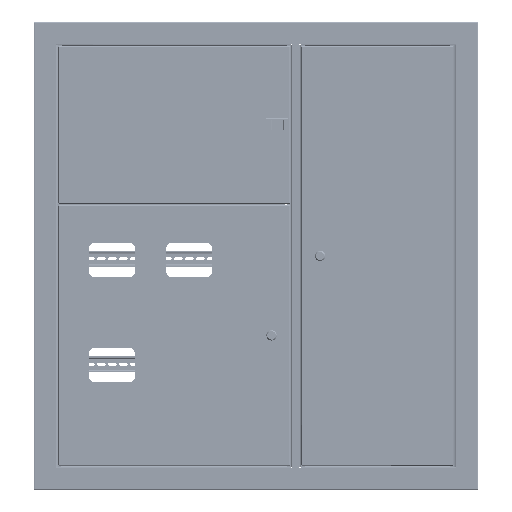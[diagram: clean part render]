
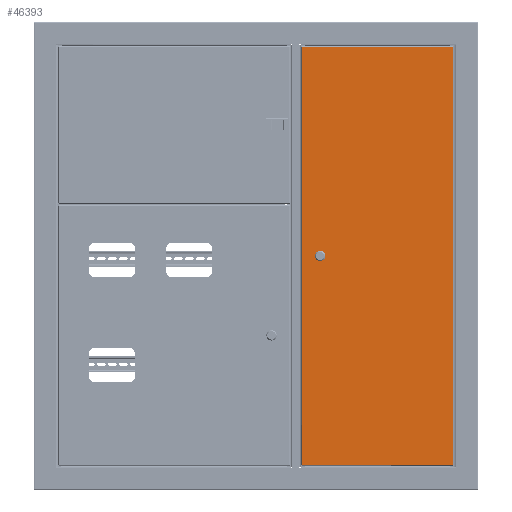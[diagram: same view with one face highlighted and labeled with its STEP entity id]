
A CAD part, top view. The second image highlights one B-rep face of the part: STEP entity #46393.
In plain terms, the highlighted planar face has unit normal (0, 0, 1).
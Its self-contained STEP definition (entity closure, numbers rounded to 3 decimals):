
#971 = DIRECTION ( 'NONE',  ( -1., 0., 0. ) ) ;
#2221 = EDGE_LOOP ( 'NONE', ( #19278, #41987, #31593, #72038, #28420 ) ) ;
#5324 = EDGE_CURVE ( 'NONE', #9681, #34220, #11876, .T. ) ;
#5331 = VECTOR ( 'NONE', #971, 1000. ) ;
#5417 = CARTESIAN_POINT ( 'NONE',  ( 894.7, 324., 0. ) ) ;
#5708 = CARTESIAN_POINT ( 'NONE',  ( 451.849, 31.5, 0. ) ) ;
#5879 = CARTESIAN_POINT ( 'NONE',  ( 448.2, 40., 0. ) ) ;
#5945 = EDGE_CURVE ( 'NONE', #39526, #15506, #33369, .T. ) ;
#6547 = AXIS2_PLACEMENT_3D ( 'NONE', #68036, #28957, #51266 ) ;
#6617 = DIRECTION ( 'NONE',  ( 0., 0., 1. ) ) ;
#8343 = CARTESIAN_POINT ( 'NONE',  ( 894.7, 1.7, 0. ) ) ;
#9132 = DIRECTION ( 'NONE',  ( 0., 0., 1. ) ) ;
#9311 = LINE ( 'NONE', #48066, #40631 ) ;
#9681 = VERTEX_POINT ( 'NONE', #9692 ) ;
#9692 = CARTESIAN_POINT ( 'NONE',  ( 451.849, 48.5, 0. ) ) ;
#11876 = LINE ( 'NONE', #51000, #5331 ) ;
#12382 = EDGE_CURVE ( 'NONE', #16102, #22808, #53143, .T. ) ;
#12911 = VECTOR ( 'NONE', #16231, 1000. ) ;
#15506 = VERTEX_POINT ( 'NONE', #32569 ) ;
#16102 = VERTEX_POINT ( 'NONE', #8343 ) ;
#16231 = DIRECTION ( 'NONE',  ( 0., -1., 0. ) ) ;
#16384 = AXIS2_PLACEMENT_3D ( 'NONE', #55903, #39439, #51149 ) ;
#16820 = DIRECTION ( 'NONE',  ( 1., 0., 0. ) ) ;
#17159 = FACE_OUTER_BOUND ( 'NONE', #17386, .T. ) ;
#17386 = EDGE_LOOP ( 'NONE', ( #48085, #23339, #35138, #18760 ) ) ;
#18760 = ORIENTED_EDGE ( 'NONE', *, *, #42410, .T. ) ;
#19278 = ORIENTED_EDGE ( 'NONE', *, *, #5324, .F. ) ;
#21359 = CARTESIAN_POINT ( 'NONE',  ( 1.7, 1.7, 0. ) ) ;
#21791 = CARTESIAN_POINT ( 'NONE',  ( 1.7, 324., 0. ) ) ;
#22808 = VERTEX_POINT ( 'NONE', #5417 ) ;
#23339 = ORIENTED_EDGE ( 'NONE', *, *, #12382, .T. ) ;
#23463 = CARTESIAN_POINT ( 'NONE',  ( 451.849, 31.5, 0. ) ) ;
#26354 = EDGE_CURVE ( 'NONE', #15506, #9681, #63945, .T. ) ;
#26734 = EDGE_CURVE ( 'NONE', #34220, #35487, #69671, .T. ) ;
#27509 = CARTESIAN_POINT ( 'NONE',  ( 444.551, 31.5, 0. ) ) ;
#28420 = ORIENTED_EDGE ( 'NONE', *, *, #26734, .F. ) ;
#28957 = DIRECTION ( 'NONE',  ( 0., 0., 1. ) ) ;
#31593 = ORIENTED_EDGE ( 'NONE', *, *, #5945, .F. ) ;
#32569 = CARTESIAN_POINT ( 'NONE',  ( 457.45, 40., 0. ) ) ;
#33369 = CIRCLE ( 'NONE', #6547, 9.25 ) ;
#34220 = VERTEX_POINT ( 'NONE', #35497 ) ;
#34700 = FACE_BOUND ( 'NONE', #2221, .T. ) ;
#35138 = ORIENTED_EDGE ( 'NONE', *, *, #38301, .T. ) ;
#35487 = VERTEX_POINT ( 'NONE', #27509 ) ;
#35497 = CARTESIAN_POINT ( 'NONE',  ( 444.551, 48.5, 0. ) ) ;
#38301 = EDGE_CURVE ( 'NONE', #22808, #43666, #9311, .T. ) ;
#38503 = LINE ( 'NONE', #62236, #12911 ) ;
#38826 = DIRECTION ( 'NONE',  ( 1., 0., 0. ) ) ;
#39439 = DIRECTION ( 'NONE',  ( 0., 0., -1. ) ) ;
#39526 = VERTEX_POINT ( 'NONE', #5708 ) ;
#39803 = PLANE ( 'NONE',  #16384 ) ;
#40631 = VECTOR ( 'NONE', #47715, 1000. ) ;
#41840 = AXIS2_PLACEMENT_3D ( 'NONE', #48933, #9132, #55124 ) ;
#41987 = ORIENTED_EDGE ( 'NONE', *, *, #26354, .F. ) ;
#42410 = EDGE_CURVE ( 'NONE', #43666, #43854, #38503, .T. ) ;
#43666 = VERTEX_POINT ( 'NONE', #21791 ) ;
#43672 = DIRECTION ( 'NONE',  ( 1., 0., 0. ) ) ;
#43854 = VERTEX_POINT ( 'NONE', #53201 ) ;
#44005 = VECTOR ( 'NONE', #43672, 1000. ) ;
#46393 = ADVANCED_FACE ( 'NONE', ( #34700, #17159 ), #39803, .F. ) ;
#46947 = CARTESIAN_POINT ( 'NONE',  ( 894.7, 0., 0. ) ) ;
#47715 = DIRECTION ( 'NONE',  ( -1., 0., 0. ) ) ;
#48066 = CARTESIAN_POINT ( 'NONE',  ( 894.993, 324., 0. ) ) ;
#48085 = ORIENTED_EDGE ( 'NONE', *, *, #55038, .T. ) ;
#48933 = CARTESIAN_POINT ( 'NONE',  ( 448.2, 40., 0. ) ) ;
#51000 = CARTESIAN_POINT ( 'NONE',  ( 451.849, 48.5, 0. ) ) ;
#51149 = DIRECTION ( 'NONE',  ( -1., 0., 0. ) ) ;
#51266 = DIRECTION ( 'NONE',  ( 1., 0., 0. ) ) ;
#52787 = DIRECTION ( 'NONE',  ( 0., 1., 0. ) ) ;
#53143 = LINE ( 'NONE', #46947, #63656 ) ;
#53201 = CARTESIAN_POINT ( 'NONE',  ( 1.7, 1.7, 0. ) ) ;
#55038 = EDGE_CURVE ( 'NONE', #43854, #16102, #71806, .T. ) ;
#55124 = DIRECTION ( 'NONE',  ( 1., 0., 0. ) ) ;
#55903 = CARTESIAN_POINT ( 'NONE',  ( 0., 325.7, 0. ) ) ;
#62236 = CARTESIAN_POINT ( 'NONE',  ( 1.7, 324.293, 0. ) ) ;
#63656 = VECTOR ( 'NONE', #52787, 1000. ) ;
#63945 = CIRCLE ( 'NONE', #70902, 9.25 ) ;
#67684 = LINE ( 'NONE', #23463, #70502 ) ;
#68036 = CARTESIAN_POINT ( 'NONE',  ( 448.2, 40., 0. ) ) ;
#69671 = CIRCLE ( 'NONE', #41840, 9.25 ) ;
#70502 = VECTOR ( 'NONE', #38826, 1000. ) ;
#70902 = AXIS2_PLACEMENT_3D ( 'NONE', #5879, #6617, #16820 ) ;
#71185 = EDGE_CURVE ( 'NONE', #35487, #39526, #67684, .T. ) ;
#71806 = LINE ( 'NONE', #21359, #44005 ) ;
#72038 = ORIENTED_EDGE ( 'NONE', *, *, #71185, .F. ) ;
